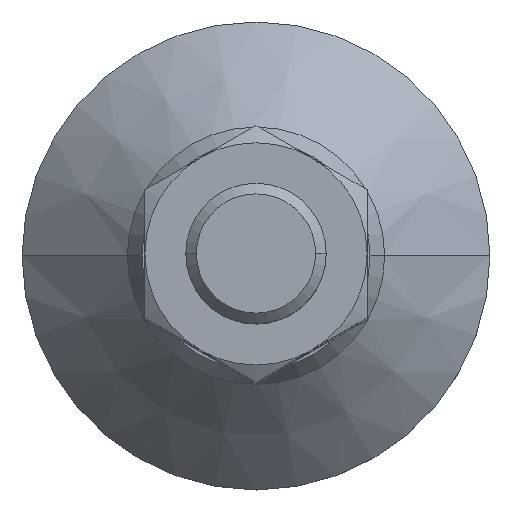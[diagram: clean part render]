
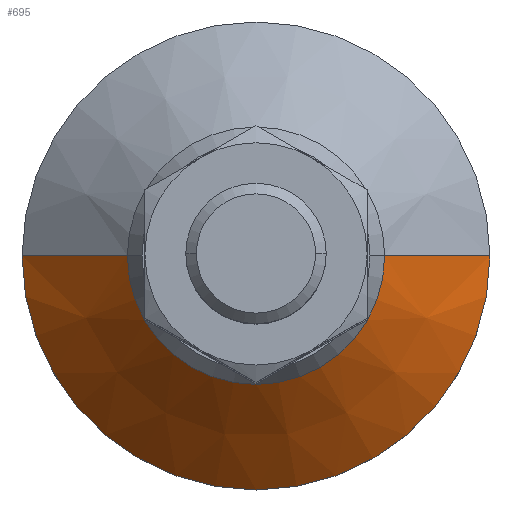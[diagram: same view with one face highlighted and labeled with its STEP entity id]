
A CAD part, top view. The second image highlights one B-rep face of the part: STEP entity #695.
In plain terms, the highlighted conical face has half-angle 45 degrees and reference radius 15.5 mm.
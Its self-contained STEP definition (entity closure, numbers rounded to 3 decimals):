
#473=EDGE_CURVE('',#561,#549,#1137,.T.);
#521=EDGE_CURVE('',#561,#973,#1188,.T.);
#527=VERTEX_POINT('',#1196);
#537=EDGE_CURVE('',#527,#549,#1208,.T.);
#549=VERTEX_POINT('',#1221);
#561=VERTEX_POINT('',#1234);
#569=EDGE_CURVE('',#973,#527,#1242,.T.);
#695=ADVANCED_FACE('',(#1376),#1377,.T.);
#973=VERTEX_POINT('',#1693);
#1137=CIRCLE('',#1966,20.0);
#1188=LINE('',#2075,#2076);
#1196=CARTESIAN_POINT('',(-11.,0.,15.));
#1208=LINE('',#2109,#2110);
#1221=CARTESIAN_POINT('',(-20.0,0.,6.));
#1234=CARTESIAN_POINT('',(20.0,0.,6.));
#1242=CIRCLE('',#2174,11.);
#1376=FACE_OUTER_BOUND('',#2398,.T.);
#1377=CONICAL_SURFACE('',#2399,15.5,0.785);
#1693=CARTESIAN_POINT('',(11.,0.,15.));
#1966=AXIS2_PLACEMENT_3D('',#3220,#3221,#3222);
#2075=CARTESIAN_POINT('',(15.5,0.,10.5));
#2076=VECTOR('',#3264,1.0);
#2109=CARTESIAN_POINT('',(-15.5,0.,10.5));
#2110=VECTOR('',#3296,1.0);
#2174=AXIS2_PLACEMENT_3D('',#3326,#3327,#3328);
#2398=EDGE_LOOP('',(#3450,#3451,#3452,#3453));
#2399=AXIS2_PLACEMENT_3D('',#3454,#3455,#3456);
#3220=CARTESIAN_POINT('',(0.0,0.,6.));
#3221=DIRECTION('',(-0.0,0.0,-1.0));
#3222=DIRECTION('',(-1.0,0.,0.0));
#3264=DIRECTION('',(-0.707,0.,0.707));
#3296=DIRECTION('',(-0.707,0.,-0.707));
#3326=CARTESIAN_POINT('',(0.0,0.,15.));
#3327=DIRECTION('',(-0.0,0.0,-1.0));
#3328=DIRECTION('',(-1.0,0.,0.0));
#3450=ORIENTED_EDGE('',*,*,#537,.T.);
#3451=ORIENTED_EDGE('',*,*,#473,.F.);
#3452=ORIENTED_EDGE('',*,*,#521,.T.);
#3453=ORIENTED_EDGE('',*,*,#569,.T.);
#3454=CARTESIAN_POINT('',(0.0,0.,10.5));
#3455=DIRECTION('',(-0.0,-0.0,-1.0));
#3456=DIRECTION('',(-1.0,0.,0.0));
